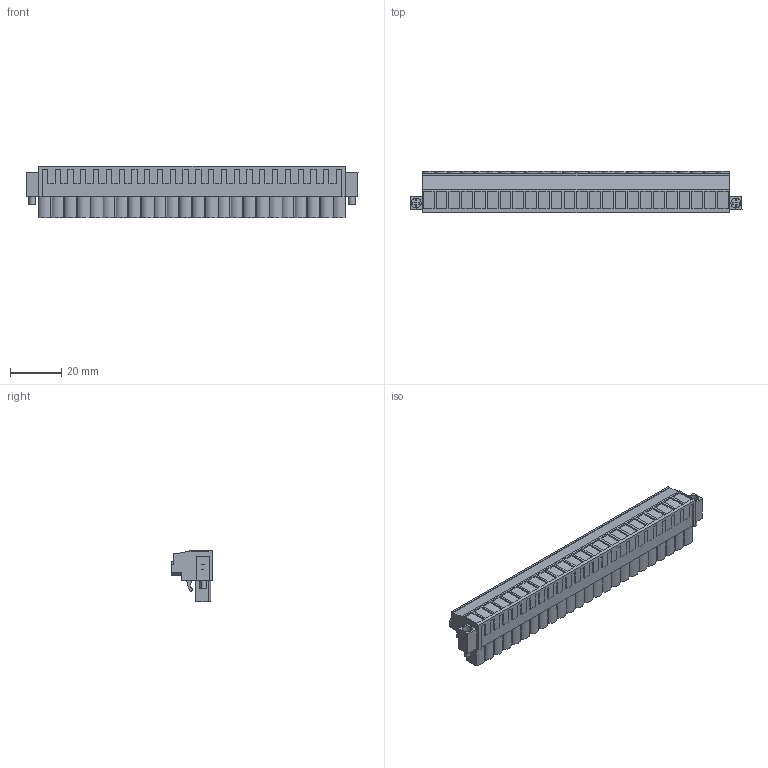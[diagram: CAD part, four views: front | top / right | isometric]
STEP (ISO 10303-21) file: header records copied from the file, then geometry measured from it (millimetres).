
FILE_DESCRIPTION(('CATIA V5 STEP Exchange','CAx-IF Rec.Pracs.--- Model Styling and Organization---1.2---2011-12-15'),'2;1');
FILE_NAME ('D1460332_0_1955580000_1955580000.stp','2017-05-31T12:21:10+00:00',('none'),('Weidmueller'),'CATIA Version 5-6 Release 2014','CATIA V5 STEP AP214','none');
FILE_SCHEMA(('AUTOMOTIVE_DESIGN { 1 0 10303 214 1 1 1 1 }'));
Length unit declared in the file: millimetre
Products named in the file (1): 1955580000
Bounding box: 129.8 x 16.1 x 20.1 mm (x, y, z)
Volume: 24181.5 mm3; surface area: 13263.1 mm2
Topology: 27 solids, 27 shells, 1544 faces, 4396 edges, 3006 vertices
Faces by surface type: plane 1252, cylinder 292
Entity records: 46917 total; most frequent: CARTESIAN_POINT 8916, ORIENTED_EDGE 8792, DIRECTION 6229, EDGE_CURVE 4396, VECTOR 3660, LINE 3660, VERTEX_POINT 3006, EDGE_LOOP 1648
